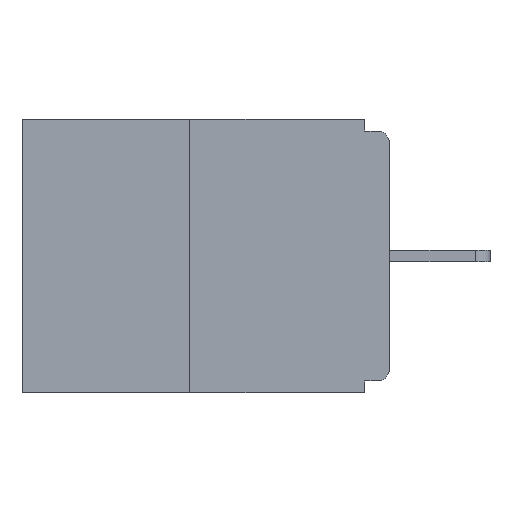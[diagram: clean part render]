
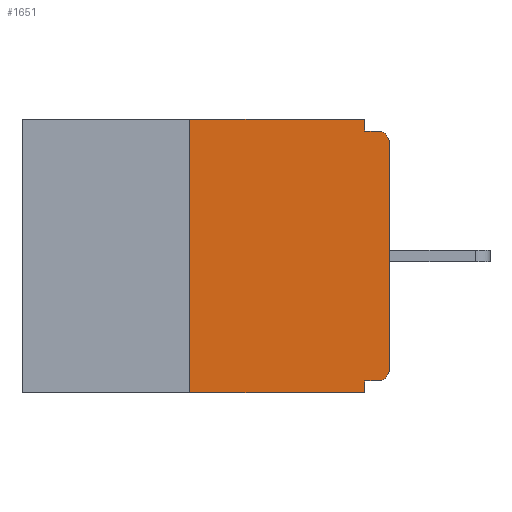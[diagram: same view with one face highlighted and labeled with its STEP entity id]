
A CAD part, left-side view. The second image highlights one B-rep face of the part: STEP entity #1651.
In plain terms, the highlighted planar face has unit normal (-1, 0, 0).
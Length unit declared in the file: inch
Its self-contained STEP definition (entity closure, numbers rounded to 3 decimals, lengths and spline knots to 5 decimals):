
#90 = VERTEX_POINT ( 'NONE', #4198 ) ;
#167 = CARTESIAN_POINT ( 'NONE',  ( 0., 0.25, 0. ) ) ;
#207 = CARTESIAN_POINT ( 'NONE',  ( 0., 0.031, 0. ) ) ;
#473 = VECTOR ( 'NONE', #4987, 39.37008 ) ;
#597 = LINE ( 'NONE', #8891, #628 ) ;
#628 = VECTOR ( 'NONE', #9661, 39.37008 ) ;
#966 = VECTOR ( 'NONE', #3904, 39.37008 ) ;
#1070 = VERTEX_POINT ( 'NONE', #207 ) ;
#1233 = LINE ( 'NONE', #5033, #966 ) ;
#1524 = VERTEX_POINT ( 'NONE', #5404 ) ;
#1651 = ADVANCED_FACE ( 'NONE', ( #2226 ), #5925, .F. ) ;
#2065 = LINE ( 'NONE', #8500, #3956 ) ;
#2149 = EDGE_CURVE ( 'NONE', #1524, #9578, #1233, .T. ) ;
#2185 = EDGE_CURVE ( 'NONE', #3116, #2352, #597, .T. ) ;
#2216 = EDGE_CURVE ( 'NONE', #9069, #2911, #7384, .T. ) ;
#2226 = FACE_OUTER_BOUND ( 'NONE', #8430, .T. ) ;
#2245 = EDGE_CURVE ( 'NONE', #3116, #1524, #2721, .T. ) ;
#2285 = EDGE_CURVE ( 'NONE', #9578, #2911, #4501, .T. ) ;
#2352 = VERTEX_POINT ( 'NONE', #5123 ) ;
#2393 = VERTEX_POINT ( 'NONE', #167 ) ;
#2585 = EDGE_CURVE ( 'NONE', #7693, #2393, #10172, .T. ) ;
#2588 = EDGE_CURVE ( 'NONE', #7693, #90, #10059, .T. ) ;
#2604 = EDGE_CURVE ( 'NONE', #2352, #90, #6730, .T. ) ;
#2619 = EDGE_CURVE ( 'NONE', #1070, #9069, #2065, .T. ) ;
#2721 = CIRCLE ( 'NONE', #4522, 0.015 ) ;
#2911 = VERTEX_POINT ( 'NONE', #9386 ) ;
#2961 = DIRECTION ( 'NONE',  ( -1., 0., 0. ) ) ;
#3016 = DIRECTION ( 'NONE',  ( 0., 0., -1. ) ) ;
#3116 = VERTEX_POINT ( 'NONE', #5206 ) ;
#3606 = ORIENTED_EDGE ( 'NONE', *, *, #4448, .F. ) ;
#3724 = CARTESIAN_POINT ( 'NONE',  ( 0., 0.46, 0. ) ) ;
#3794 = CARTESIAN_POINT ( 'NONE',  ( 0., 0.031, -0.343 ) ) ;
#3904 = DIRECTION ( 'NONE',  ( 0., 0., 1. ) ) ;
#3956 = VECTOR ( 'NONE', #7007, 39.37008 ) ;
#4150 = AXIS2_PLACEMENT_3D ( 'NONE', #6011, #5992, #8005 ) ;
#4186 = ORIENTED_EDGE ( 'NONE', *, *, #2585, .F. ) ;
#4198 = CARTESIAN_POINT ( 'NONE',  ( 0., 0.031, -0.343 ) ) ;
#4448 = EDGE_CURVE ( 'NONE', #2393, #1070, #5056, .T. ) ;
#4501 = CIRCLE ( 'NONE', #4150, 0.015 ) ;
#4502 = VECTOR ( 'NONE', #6548, 39.37008 ) ;
#4522 = AXIS2_PLACEMENT_3D ( 'NONE', #5452, #2961, #3016 ) ;
#4677 = DIRECTION ( 'NONE',  ( 0., -1., 0. ) ) ;
#4699 = CARTESIAN_POINT ( 'NONE',  ( 0., 0.46, 0. ) ) ;
#4717 = ORIENTED_EDGE ( 'NONE', *, *, #2588, .T. ) ;
#4799 = CARTESIAN_POINT ( 'NONE',  ( 0., 0.031, -0.015 ) ) ;
#4916 = CARTESIAN_POINT ( 'NONE',  ( 0., 0., -0.015 ) ) ;
#4986 = ORIENTED_EDGE ( 'NONE', *, *, #2604, .F. ) ;
#4987 = DIRECTION ( 'NONE',  ( 0., -1., 0. ) ) ;
#5033 = CARTESIAN_POINT ( 'NONE',  ( 0., 0., 0. ) ) ;
#5056 = LINE ( 'NONE', #4699, #8614 ) ;
#5123 = CARTESIAN_POINT ( 'NONE',  ( 0., 0.031, -0.328 ) ) ;
#5187 = ORIENTED_EDGE ( 'NONE', *, *, #2185, .F. ) ;
#5206 = CARTESIAN_POINT ( 'NONE',  ( 0., 0.015, -0.328 ) ) ;
#5404 = CARTESIAN_POINT ( 'NONE',  ( 0., 0., -0.313 ) ) ;
#5452 = CARTESIAN_POINT ( 'NONE',  ( 0., 0.015, -0.313 ) ) ;
#5506 = DIRECTION ( 'NONE',  ( 0., 0., -1. ) ) ;
#5570 = ORIENTED_EDGE ( 'NONE', *, *, #2245, .T. ) ;
#5903 = DIRECTION ( 'NONE',  ( 1., 0., 0. ) ) ;
#5925 = PLANE ( 'NONE',  #7330 ) ;
#5992 = DIRECTION ( 'NONE',  ( -1., 0., 0. ) ) ;
#6011 = CARTESIAN_POINT ( 'NONE',  ( 0., 0.015, -0.03 ) ) ;
#6059 = ORIENTED_EDGE ( 'NONE', *, *, #2149, .T. ) ;
#6216 = CARTESIAN_POINT ( 'NONE',  ( 0., 0.46, -0.343 ) ) ;
#6512 = VECTOR ( 'NONE', #6915, 39.37008 ) ;
#6548 = DIRECTION ( 'NONE',  ( 0., -1., 0. ) ) ;
#6730 = LINE ( 'NONE', #3794, #6512 ) ;
#6817 = CARTESIAN_POINT ( 'NONE',  ( 0., 0., -0.03 ) ) ;
#6915 = DIRECTION ( 'NONE',  ( 0., 0., -1. ) ) ;
#7007 = DIRECTION ( 'NONE',  ( 0., 0., -1. ) ) ;
#7051 = CARTESIAN_POINT ( 'NONE',  ( 0., 0.25, -0.343 ) ) ;
#7330 = AXIS2_PLACEMENT_3D ( 'NONE', #3724, #5903, #5506 ) ;
#7384 = LINE ( 'NONE', #4916, #473 ) ;
#7693 = VERTEX_POINT ( 'NONE', #7051 ) ;
#7898 = ORIENTED_EDGE ( 'NONE', *, *, #2285, .T. ) ;
#8005 = DIRECTION ( 'NONE',  ( 0., 0., -1. ) ) ;
#8347 = VECTOR ( 'NONE', #8477, 39.37008 ) ;
#8430 = EDGE_LOOP ( 'NONE', ( #3606, #4186, #4717, #4986, #5187, #5570, #6059, #7898, #9647, #10154 ) ) ;
#8477 = DIRECTION ( 'NONE',  ( 0., 0., 1. ) ) ;
#8500 = CARTESIAN_POINT ( 'NONE',  ( 0., 0.031, 0. ) ) ;
#8614 = VECTOR ( 'NONE', #4677, 39.37008 ) ;
#8891 = CARTESIAN_POINT ( 'NONE',  ( 0., 0., -0.328 ) ) ;
#9069 = VERTEX_POINT ( 'NONE', #4799 ) ;
#9386 = CARTESIAN_POINT ( 'NONE',  ( 0., 0.015, -0.015 ) ) ;
#9578 = VERTEX_POINT ( 'NONE', #6817 ) ;
#9647 = ORIENTED_EDGE ( 'NONE', *, *, #2216, .F. ) ;
#9661 = DIRECTION ( 'NONE',  ( 0., 1., 0. ) ) ;
#10059 = LINE ( 'NONE', #6216, #4502 ) ;
#10083 = CARTESIAN_POINT ( 'NONE',  ( 0., 0.25, 0. ) ) ;
#10154 = ORIENTED_EDGE ( 'NONE', *, *, #2619, .F. ) ;
#10172 = LINE ( 'NONE', #10083, #8347 ) ;
